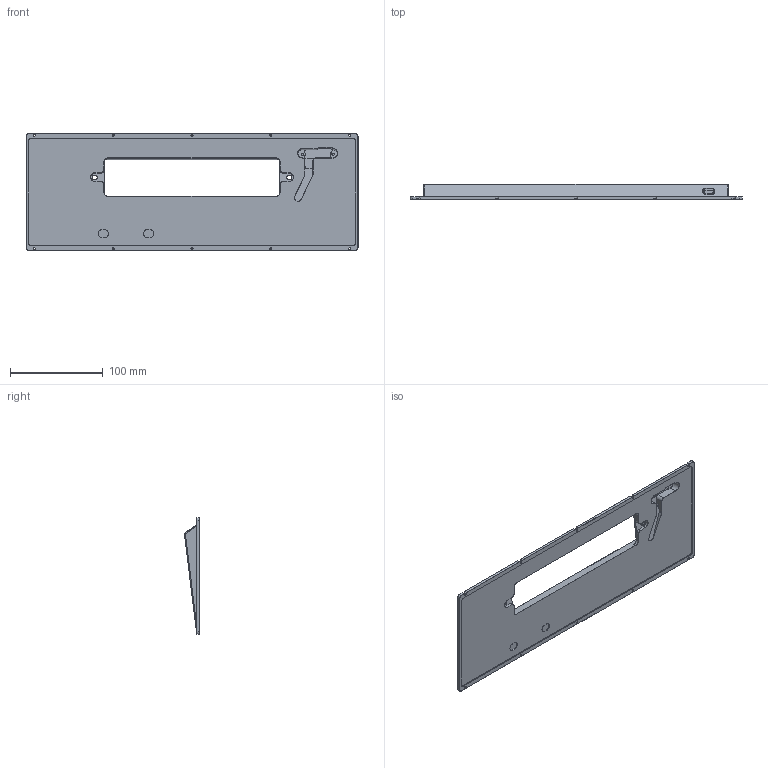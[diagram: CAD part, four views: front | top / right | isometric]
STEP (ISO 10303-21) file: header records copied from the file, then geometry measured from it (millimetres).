
FILE_DESCRIPTION(/* description */ ('Unknown'),/* implementation_level */ '2;1');
FILE_NAME(/* name */ 'BottomCase',/* time_stamp */ '2024-02-15T11:06:45-08:00',/* author */ ('Unknown'),/* organization */ ('Unknown'),/* preprocessor_version */ 'ST-DEVELOPER v19.4',/* originating_system */ 'Solid Edge',/* authorisation */ 'Unknown');
FILE_SCHEMA (('AUTOMOTIVE_DESIGN {1 0 10303 214 3 1 1}'));
Length unit declared in the file: millimetre
Products named in the file (2): WangAssembly - Prod2; Bottom Case Only
Assembly tree (1 placements, depth 2):
  WangAssembly - Prod2
    Bottom Case Only
Bounding box: 358.73 x 16.34 x 126.36 mm (x, y, z)
Volume: 247364.8 mm3; surface area: 90228.2 mm2
Topology: 1 solids, 1 shells, 314 faces, 791 edges, 488 vertices
Faces by surface type: plane 166, cylinder 94, bspline 29, cone 23, sphere 2
Full cylindrical faces by diameter (mm): 2.2 x10, 2.5 x2, 5.3 x2, 8 x4
Entity records: 9862 total; most frequent: CARTESIAN_POINT 2552, ORIENTED_EDGE 1526, DIRECTION 1410, EDGE_CURVE 763, VERTEX_POINT 484, AXIS2_PLACEMENT_3D 473, LINE 464, VECTOR 464
